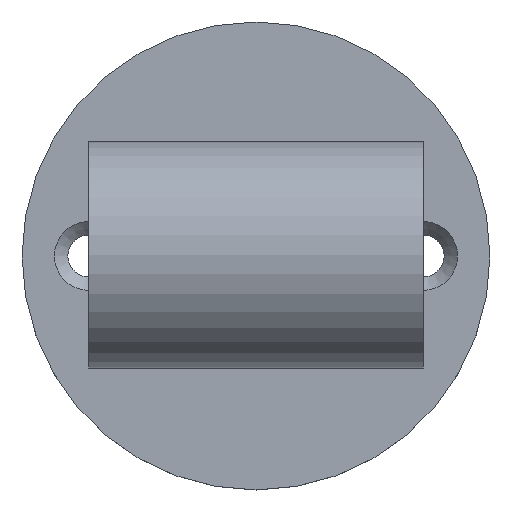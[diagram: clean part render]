
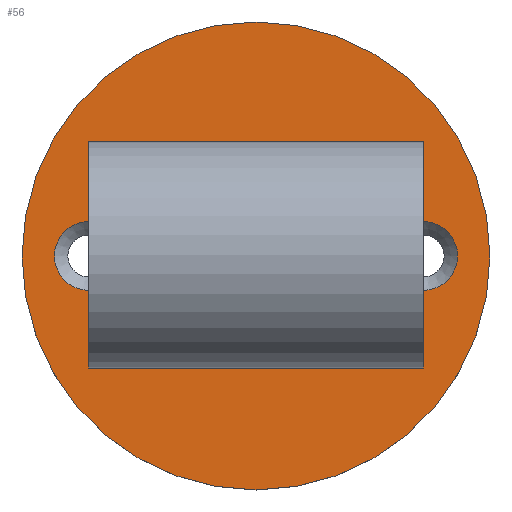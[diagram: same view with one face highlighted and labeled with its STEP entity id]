
A CAD part, top view. The second image highlights one B-rep face of the part: STEP entity #56.
In plain terms, the highlighted planar face has unit normal (0, 0, 1).
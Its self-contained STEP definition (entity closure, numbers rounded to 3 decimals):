
#45=PLANE('',#239);
#56=ADVANCED_FACE('',(#82,#83,#84,#85),#45,.F.);
#82=FACE_BOUND('',#116,.T.);
#83=FACE_BOUND('',#117,.T.);
#84=FACE_BOUND('',#118,.T.);
#85=FACE_BOUND('',#119,.T.);
#116=EDGE_LOOP('',(#150));
#117=EDGE_LOOP('',(#151));
#118=EDGE_LOOP('',(#152));
#119=EDGE_LOOP('',(#153));
#150=ORIENTED_EDGE('',*,*,#201,.T.);
#151=ORIENTED_EDGE('',*,*,#202,.T.);
#152=ORIENTED_EDGE('',*,*,#198,.T.);
#153=ORIENTED_EDGE('',*,*,#199,.F.);
#181=VERTEX_POINT('',#410);
#182=VERTEX_POINT('',#413);
#184=VERTEX_POINT('',#418);
#185=VERTEX_POINT('',#420);
#198=EDGE_CURVE('',#181,#181,#214,.T.);
#199=EDGE_CURVE('',#182,#182,#215,.T.);
#201=EDGE_CURVE('',#184,#184,#217,.T.);
#202=EDGE_CURVE('',#185,#185,#218,.T.);
#214=CIRCLE('',#232,6.);
#215=CIRCLE('',#234,35.);
#217=CIRCLE('',#237,5.15);
#218=CIRCLE('',#238,5.15);
#232=AXIS2_PLACEMENT_3D('',#409,#269,#270);
#234=AXIS2_PLACEMENT_3D('',#412,#273,#274);
#237=AXIS2_PLACEMENT_3D('',#417,#279,#280);
#238=AXIS2_PLACEMENT_3D('',#419,#281,#282);
#239=AXIS2_PLACEMENT_3D('',#421,#283,#284);
#269=DIRECTION('',(0.,0.,-1.));
#270=DIRECTION('',(-1.,0.,0.));
#273=DIRECTION('',(0.,0.,-1.));
#274=DIRECTION('',(1.,0.,0.));
#279=DIRECTION('',(0.,0.,-1.));
#280=DIRECTION('',(-1.,0.,0.));
#281=DIRECTION('',(0.,0.,-1.));
#282=DIRECTION('',(-1.,0.,0.));
#283=DIRECTION('',(0.,0.,-1.));
#284=DIRECTION('',(-1.,0.,0.));
#409=CARTESIAN_POINT('',(0.,0.,6.));
#410=CARTESIAN_POINT('',(-6.,0.,6.));
#412=CARTESIAN_POINT('',(0.,0.,6.));
#413=CARTESIAN_POINT('',(35.,0.,6.));
#417=CARTESIAN_POINT('',(25.,0.,6.));
#418=CARTESIAN_POINT('',(19.85,0.,6.));
#419=CARTESIAN_POINT('',(-25.,0.,6.));
#420=CARTESIAN_POINT('',(-30.15,0.,6.));
#421=CARTESIAN_POINT('',(12.5,0.,6.));
